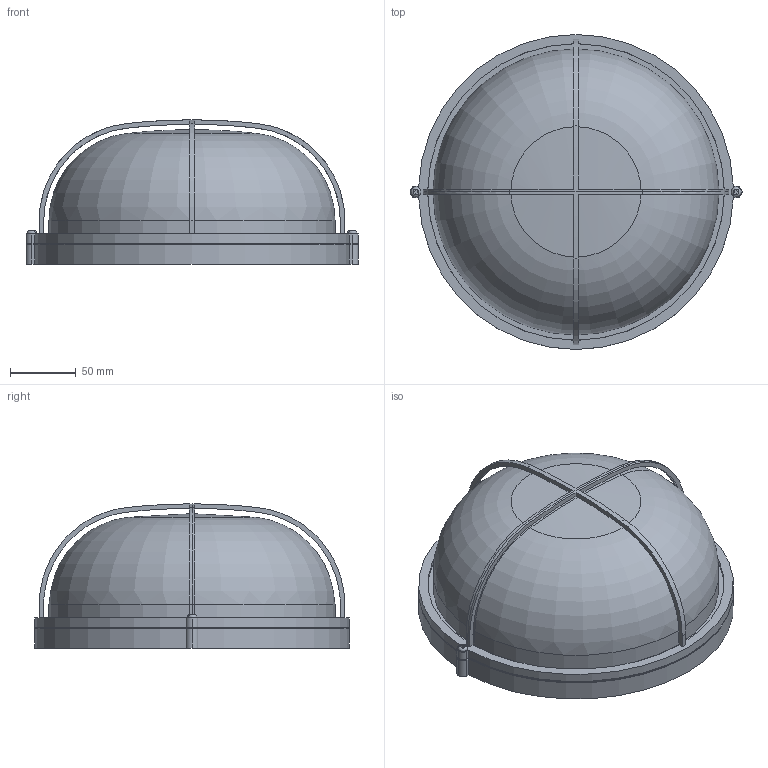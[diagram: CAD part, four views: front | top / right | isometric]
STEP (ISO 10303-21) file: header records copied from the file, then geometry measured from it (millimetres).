
FILE_DESCRIPTION (( 'STEP AP214' ), '1' );
FILE_NAME ('LNPP0-1108-1-100-K02 Ñâåòèëüíèê ÍÏÏ1108 ÷åðíûé_êðóã ðåøåòêà êðóïíàÿ 100Âò IP54 ÈÝÊ.STEP', '2017-06-23T07:37:14', ( '' ), ( '' ), 'SwSTEP 2.0', 'SolidWorks 2014', '' );
FILE_SCHEMA (( 'AUTOMOTIVE_DESIGN' ));
Length unit declared in the file: millimetre
Products named in the file (1): LNPP0-1108-1-100-K02 Ñâåòèëüíèê ÍÏÏ1108 ÷åðíûé_êðóã ðåøåòêà êðóïíàÿ  100Âò IP54  ÈÝÊ
Bounding box: 253 x 240 x 110 mm (x, y, z)
Volume: 3137501.4 mm3; surface area: 159275.4 mm2
Topology: 1 solids, 1 shells, 140 faces, 373 edges, 242 vertices
Faces by surface type: plane 66, cylinder 44, torus 24, sphere 6
Entity records: 5088 total; most frequent: CARTESIAN_POINT 1488, DIRECTION 772, ORIENTED_EDGE 746, EDGE_CURVE 373, AXIS2_PLACEMENT_3D 302, VERTEX_POINT 242, VECTOR 168, LINE 168
